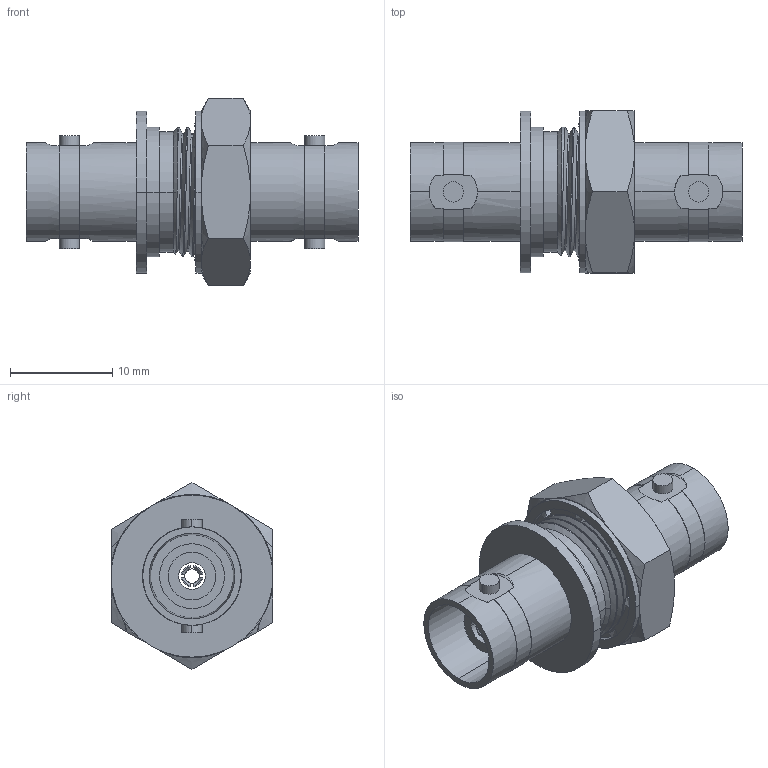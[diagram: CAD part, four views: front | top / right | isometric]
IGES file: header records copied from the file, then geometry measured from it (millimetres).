
Start section:  PTC IGES file: 31-4803_REV-G.igs
Global section: file name: 31-4803_REV-G.igs; native system: Pro/ENGINEER by Parametric Technology Corporation; preprocessor: 2008010; author: clementlazer; organization: Unknown; date: 20090622.184804; units: inch
Bounding box: 32.54 x 15.88 x 18.33 mm (x, y, z)
Surface area: 2913.9 mm2 (no closed solid volume)
Topology: 0 solids, 0 shells, 147 faces, 751 edges, 751 vertices
Faces by surface type: revolution 83, bspline 64
